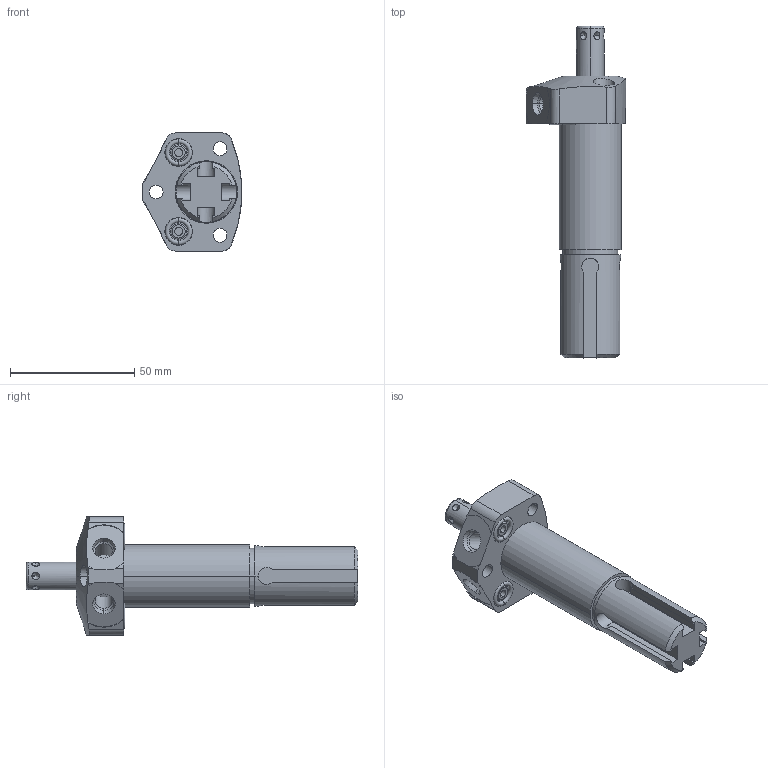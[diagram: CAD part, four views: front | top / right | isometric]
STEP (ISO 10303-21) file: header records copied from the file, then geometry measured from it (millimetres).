
FILE_DESCRIPTION((''),'2;1');
FILE_NAME('ILC14620501RPS','2020-07-04T',('jweaver'),(''),'PRO/ENGINEER BY PARAMETRIC TECHNOLOGY CORPORATION, 2013320','PRO/ENGINEER BY PARAMETRIC TECHNOLOGY CORPORATION, 2013320','');
FILE_SCHEMA(('AUTOMOTIVE_DESIGN { 1 0 10303 214 1 1 1 1 }'));
Length unit declared in the file: inch
Products named in the file (1): ILC14620501RPS
Bounding box: 40.11 x 133.71 x 47.62 mm (x, y, z)
Volume: 64831.4 mm3; surface area: 19594.7 mm2
Topology: 1 solids, 2 shells, 181 faces, 441 edges, 279 vertices
Faces by surface type: cylinder 69, plane 66, cone 36, torus 10
Entity records: 7345 total; most frequent: CARTESIAN_POINT 1338, DIRECTION 916, ORIENTED_EDGE 850, PRESENTATION_STYLE_ASSIGNMENT 452, STYLED_ITEM 429, CURVE_STYLE 427, EDGE_CURVE 427, AXIS2_PLACEMENT_3D 363
